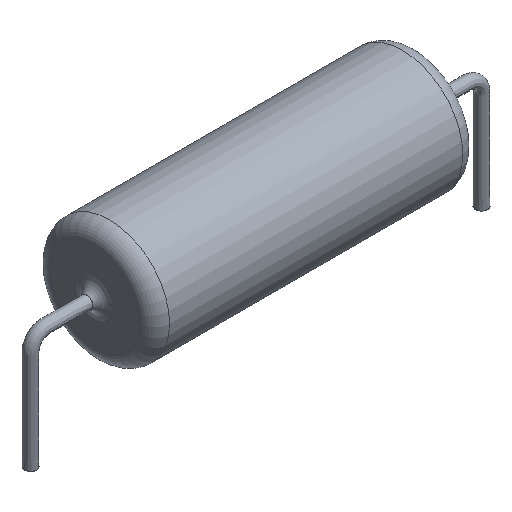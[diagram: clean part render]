
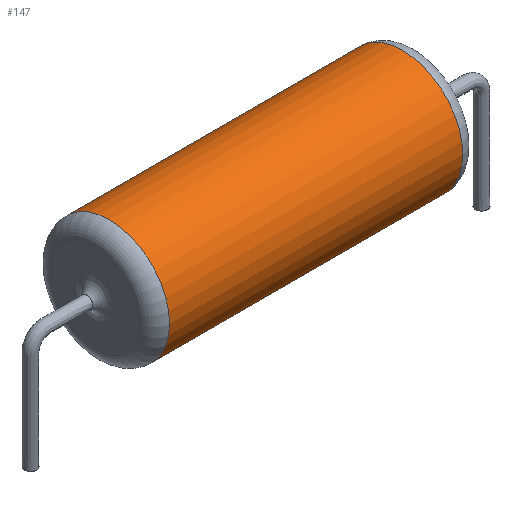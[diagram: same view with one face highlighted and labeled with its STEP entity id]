
A CAD part, isometric view. The second image highlights one B-rep face of the part: STEP entity #147.
In plain terms, the highlighted cylindrical face has radius 4 mm (diameter 8 mm), a full revolution.
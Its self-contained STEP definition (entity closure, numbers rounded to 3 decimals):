
#35=CYLINDRICAL_SURFACE($,#178,4.);
#37=FACE_BOUND($,#61,.T.);
#44=FACE_OUTER_BOUND($,#60,.T.);
#60=EDGE_LOOP($,(#116));
#61=EDGE_LOOP($,(#117));
#80=CIRCLE($,#176,4.);
#82=CIRCLE($,#179,4.);
#88=VERTEX_POINT($,#246);
#90=VERTEX_POINT($,#251);
#100=EDGE_CURVE($,#88,#88,#80,.T.);
#102=EDGE_CURVE($,#90,#90,#82,.T.);
#116=ORIENTED_EDGE($,*,*,#102,.F.);
#117=ORIENTED_EDGE($,*,*,#100,.F.);
#147=ADVANCED_FACE($,(#44,#37),#35,.T.);
#176=AXIS2_PLACEMENT_3D($,#247,#201,#202);
#178=AXIS2_PLACEMENT_3D($,#250,#205,#206);
#179=AXIS2_PLACEMENT_3D($,#252,#207,#208);
#201=DIRECTION('center_axis',(-1.,0.,0.));
#202=DIRECTION('ref_axis',(0.,1.,0.));
#205=DIRECTION('center_axis',(1.,0.,0.));
#206=DIRECTION('ref_axis',(0.,1.,0.));
#207=DIRECTION('center_axis',(1.,0.,0.));
#208=DIRECTION('ref_axis',(0.,1.,0.));
#246=CARTESIAN_POINT('',(-9.75,-4.,4.));
#247=CARTESIAN_POINT('Origin',(-9.75,0.,4.));
#250=CARTESIAN_POINT('Origin',(-11.25,0.,4.));
#251=CARTESIAN_POINT('',(9.75,-4.,4.));
#252=CARTESIAN_POINT('Origin',(9.75,0.,4.));
